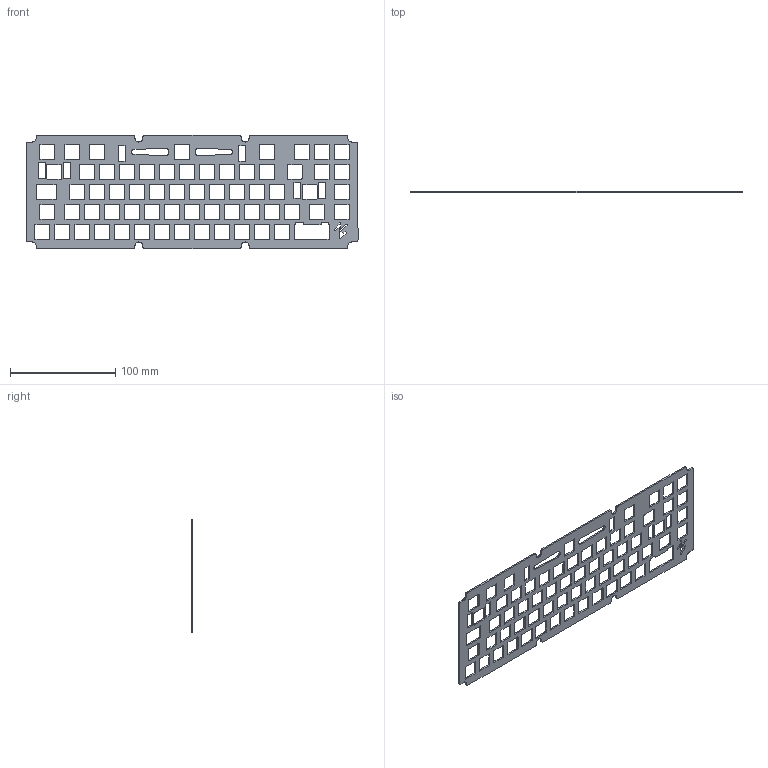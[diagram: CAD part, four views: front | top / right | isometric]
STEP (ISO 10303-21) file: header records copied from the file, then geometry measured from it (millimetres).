
FILE_DESCRIPTION (( 'STEP AP214' ), '1' );
FILE_NAME ('Plate Tsangan1.2 PC.STEP', '2022-10-07T03:16:02', ( '' ), ( '' ), 'SwSTEP 2.0', 'SolidWorks 2018', '' );
FILE_SCHEMA (( 'AUTOMOTIVE_DESIGN' ));
Length unit declared in the file: millimetre
Products named in the file (1): Plate Tsangan1.2 PC
Bounding box: 315.75 x 1.5 x 107.7 mm (x, y, z)
Volume: 29119 mm3; surface area: 46307.5 mm2
Topology: 1 solids, 1 shells, 668 faces, 1998 edges, 1332 vertices
Faces by surface type: plane 338, cylinder 330
Entity records: 22992 total; most frequent: CARTESIAN_POINT 3999, DIRECTION 3996, ORIENTED_EDGE 3996, EDGE_CURVE 1998, VECTOR 1338, LINE 1338, VERTEX_POINT 1332, AXIS2_PLACEMENT_3D 1329
